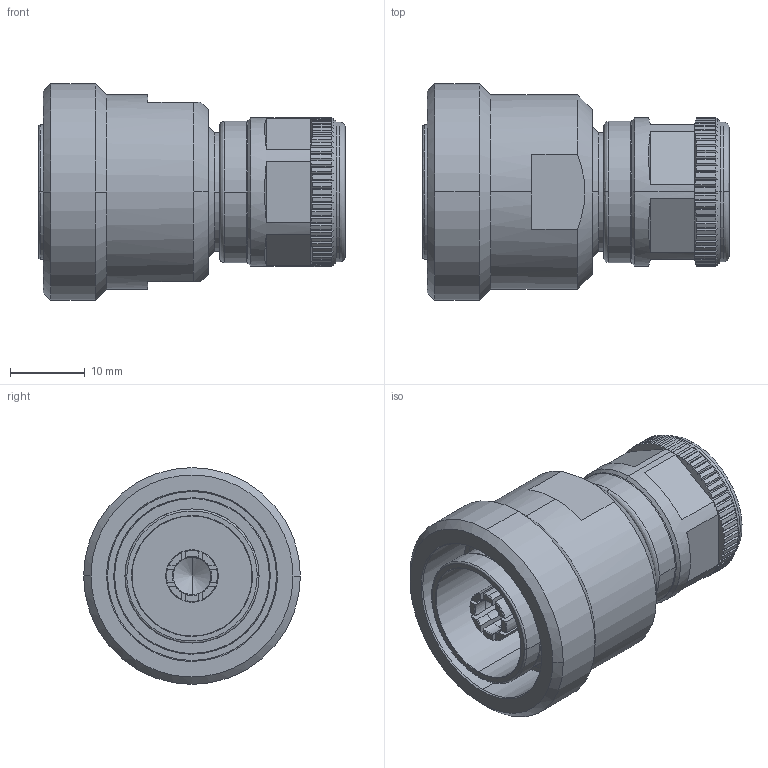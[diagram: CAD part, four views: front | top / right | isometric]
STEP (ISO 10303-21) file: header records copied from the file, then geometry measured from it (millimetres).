
FILE_DESCRIPTION (( 'STEP AP203' ), '1' );
FILE_NAME ('R191.720.000D.STEP', '2012-05-11T09:35:24', ( 'Radiall' ), ( '' ), 'SwSTEP 2.0', 'SolidWorks 2011', '' );
FILE_SCHEMA (( 'CONFIG_CONTROL_DESIGN' ));
Length unit declared in the file: millimetre
Products named in the file (1): R191.720.000D
Bounding box: 41.02 x 29 x 29 mm (x, y, z)
Volume: 12464.2 mm3; surface area: 7340.4 mm2
Topology: 1 solids, 1 shells, 418 faces, 1159 edges, 753 vertices
Faces by surface type: plane 223, cylinder 116, cone 60, bspline 19
Entity records: 14636 total; most frequent: CARTESIAN_POINT 4512, ORIENTED_EDGE 2314, DIRECTION 1866, EDGE_CURVE 1157, VERTEX_POINT 753, AXIS2_PLACEMENT_3D 655, LINE 556, VECTOR 556
